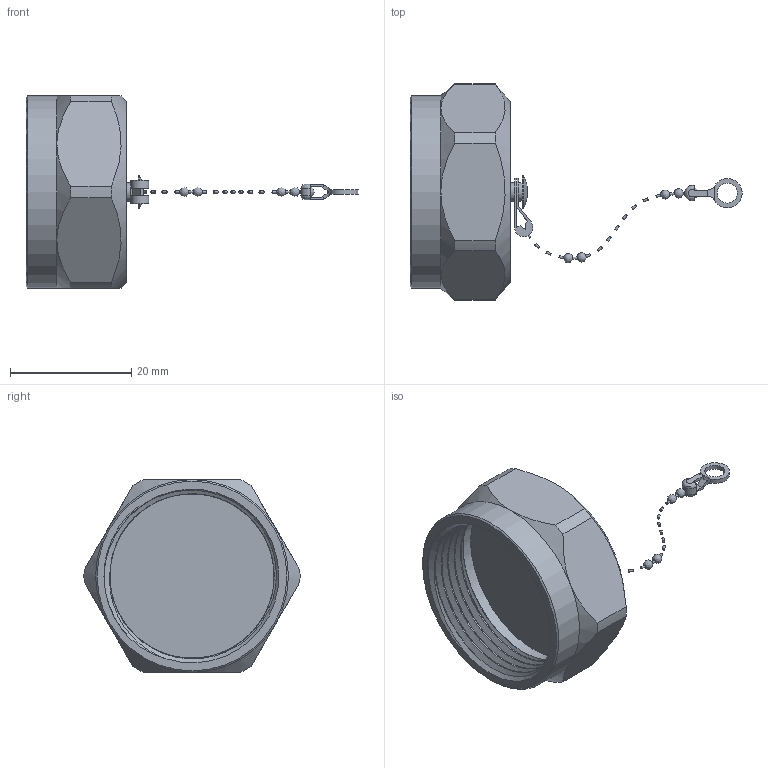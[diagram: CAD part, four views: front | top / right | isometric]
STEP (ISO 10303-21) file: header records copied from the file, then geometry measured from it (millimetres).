
FILE_DESCRIPTION (( 'STEP AP203' ), '1' );
FILE_NAME ('SC2080C_3D.step', '2021-04-09T14:54:45', ( '' ), ( '' ), 'SwSTEP 2.0', 'SolidWorks 2020', '' );
FILE_SCHEMA (( 'CONFIG_CONTROL_DESIGN' ));
Length unit declared in the file: inch
Products named in the file (1): SC2080C_3D
Bounding box: 54.69 x 35.58 x 31.75 mm (x, y, z)
Volume: 7436.7 mm3; surface area: 5410.2 mm2
Topology: 12 solids, 12 shells, 145 faces, 332 edges, 215 vertices
Faces by surface type: plane 57, bspline 51, cylinder 27, cone 10
Full cylindrical faces by diameter (mm): 3.109 x3, 3.302 x1, 5.455 x1, 23.876 x1, 24.384 x1, 29.076 x1, 31.75 x1
Entity records: 7345 total; most frequent: CARTESIAN_POINT 4538, ORIENTED_EDGE 588, DIRECTION 453, EDGE_CURVE 294, VERTEX_POINT 209, EDGE_LOOP 193, AXIS2_PLACEMENT_3D 160, FACE_OUTER_BOUND 151
